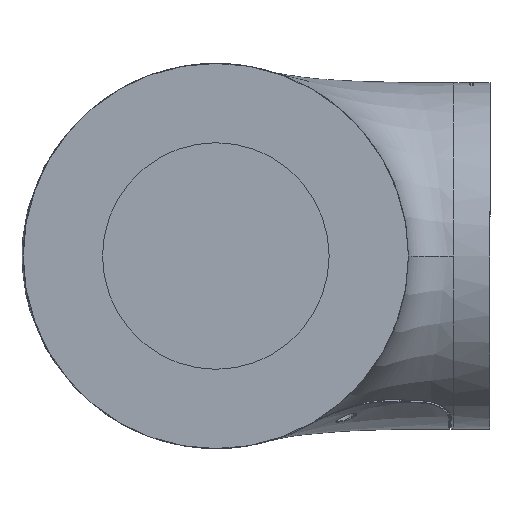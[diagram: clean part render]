
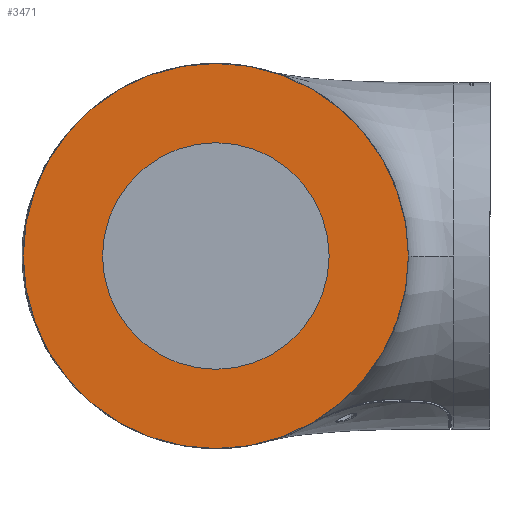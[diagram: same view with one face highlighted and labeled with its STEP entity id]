
A CAD part, front view. The second image highlights one B-rep face of the part: STEP entity #3471.
In plain terms, the highlighted planar face has unit normal (0, -1, 0).
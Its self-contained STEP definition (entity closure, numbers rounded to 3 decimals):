
#1798=PLANE('',#12716);
#2391=FACE_BOUND('',#4826,.T.);
#2392=FACE_BOUND('',#4827,.T.);
#2620=CIRCLE('',#12230,85.);
#2923=CIRCLE('',#12715,50.);
#3471=ADVANCED_FACE('',(#2391,#2392),#1798,.F.);
#4826=EDGE_LOOP('',(#7861));
#4827=EDGE_LOOP('',(#7862));
#7861=ORIENTED_EDGE('',*,*,#10903,.T.);
#7862=ORIENTED_EDGE('',*,*,#10032,.F.);
#9059=VERTEX_POINT('',#18153);
#9511=VERTEX_POINT('',#28536);
#10032=EDGE_CURVE('',#9059,#9059,#2620,.T.);
#10903=EDGE_CURVE('',#9511,#9511,#2923,.T.);
#12230=AXIS2_PLACEMENT_3D('',#18152,#13104,#13105);
#12715=AXIS2_PLACEMENT_3D('',#28535,#14253,#14254);
#12716=AXIS2_PLACEMENT_3D('',#28537,#14255,#14256);
#13104=DIRECTION('',(0.,1.,0.));
#13105=DIRECTION('',(1.,0.,0.));
#14253=DIRECTION('',(0.,1.,0.));
#14254=DIRECTION('',(1.,0.,0.));
#14255=DIRECTION('',(0.,1.,0.));
#14256=DIRECTION('',(1.,0.,0.));
#18152=CARTESIAN_POINT('',(0.,-110.,890.));
#18153=CARTESIAN_POINT('',(85.,-110.,890.));
#28535=CARTESIAN_POINT('',(0.,-110.,890.));
#28536=CARTESIAN_POINT('',(50.,-110.,890.));
#28537=CARTESIAN_POINT('',(90.,-110.,890.));
